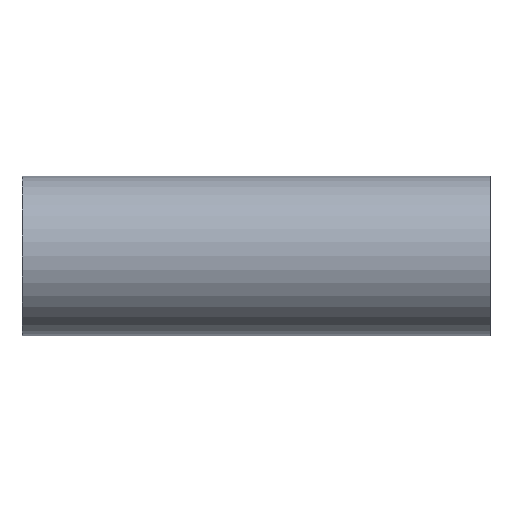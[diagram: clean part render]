
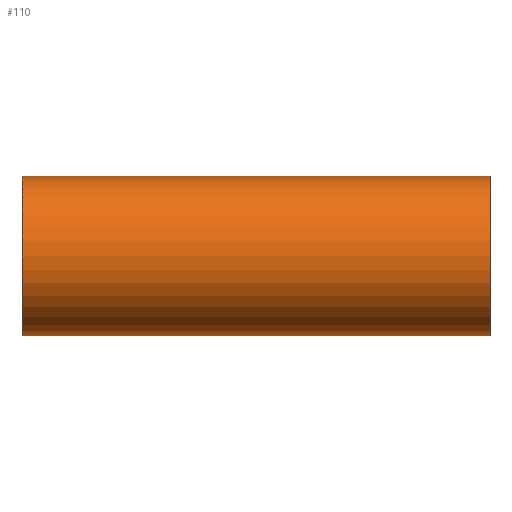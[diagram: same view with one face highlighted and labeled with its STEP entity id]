
A CAD part, front view. The second image highlights one B-rep face of the part: STEP entity #110.
In plain terms, the highlighted cylindrical face has radius 102 mm (diameter 204 mm), a full revolution.
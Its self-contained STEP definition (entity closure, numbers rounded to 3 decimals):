
#25=ELLIPSE('',#136,144.25,102.);
#26=ELLIPSE('',#137,144.25,102.);
#31=ORIENTED_EDGE('',*,*,#51,.F.);
#32=ORIENTED_EDGE('',*,*,#52,.F.);
#33=ORIENTED_EDGE('',*,*,#53,.F.);
#34=ORIENTED_EDGE('',*,*,#54,.T.);
#51=EDGE_CURVE('',#61,#61,#69,.T.);
#52=EDGE_CURVE('',#62,#63,#25,.T.);
#53=EDGE_CURVE('',#63,#62,#26,.F.);
#54=EDGE_CURVE('',#64,#64,#70,.T.);
#61=VERTEX_POINT('',#194);
#62=VERTEX_POINT('',#196);
#63=VERTEX_POINT('',#197);
#64=VERTEX_POINT('',#200);
#69=CIRCLE('',#135,102.);
#70=CIRCLE('',#138,102.);
#76=EDGE_LOOP('',(#31));
#77=EDGE_LOOP('',(#32,#33));
#78=EDGE_LOOP('',(#34));
#92=FACE_BOUND('',#76,.T.);
#93=FACE_BOUND('',#77,.T.);
#94=FACE_BOUND('',#78,.T.);
#106=CYLINDRICAL_SURFACE('',#134,102.);
#110=ADVANCED_FACE('',(#92,#93,#94),#106,.T.);
#134=AXIS2_PLACEMENT_3D('',#192,#158,#159);
#135=AXIS2_PLACEMENT_3D('',#193,#160,#161);
#136=AXIS2_PLACEMENT_3D('',#195,#162,#163);
#137=AXIS2_PLACEMENT_3D('',#198,#164,#165);
#138=AXIS2_PLACEMENT_3D('',#199,#166,#167);
#158=DIRECTION('',(1.,0.,0.));
#159=DIRECTION('',(0.,0.,-1.));
#160=DIRECTION('',(1.,0.,0.));
#161=DIRECTION('',(0.,0.,-1.));
#162=DIRECTION('',(0.707,0.707,0.));
#163=DIRECTION('',(0.707,-0.707,0.));
#164=DIRECTION('',(0.707,-0.707,0.));
#165=DIRECTION('',(0.707,0.707,0.));
#166=DIRECTION('',(1.,0.,0.));
#167=DIRECTION('',(0.,0.,-1.));
#192=CARTESIAN_POINT('',(300.,0.,0.));
#193=CARTESIAN_POINT('',(300.,0.,0.));
#194=CARTESIAN_POINT('',(300.,0.,-102.));
#195=CARTESIAN_POINT('',(0.,0.,0.));
#196=CARTESIAN_POINT('',(0.,0.,-102.));
#197=CARTESIAN_POINT('',(0.,0.,102.));
#198=CARTESIAN_POINT('',(0.,0.,0.));
#199=CARTESIAN_POINT('',(-300.,0.,0.));
#200=CARTESIAN_POINT('',(-300.,0.,-102.));
